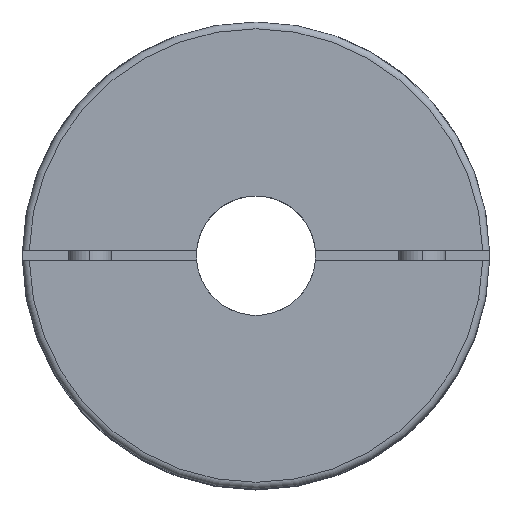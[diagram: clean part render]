
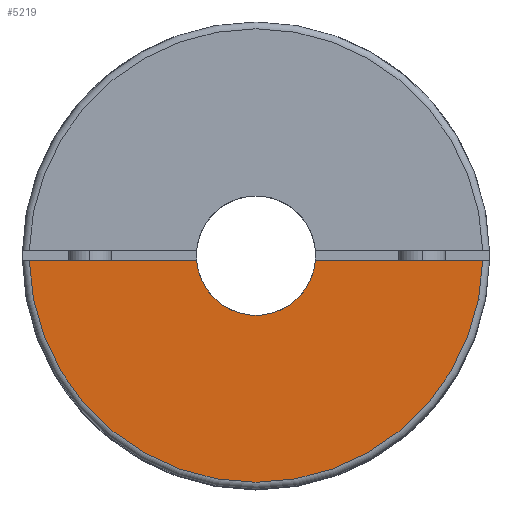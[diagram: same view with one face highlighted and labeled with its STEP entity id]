
A CAD part, top view. The second image highlights one B-rep face of the part: STEP entity #5219.
In plain terms, the highlighted planar face has unit normal (0, 0, 1).
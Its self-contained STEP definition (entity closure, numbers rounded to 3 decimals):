
#19 = AXIS2_PLACEMENT_3D ( 'NONE', #3639, #63, #5364 ) ;
#63 = DIRECTION ( 'NONE',  ( 0., 0., 1. ) ) ;
#560 = ORIENTED_EDGE ( 'NONE', *, *, #3146, .F. ) ;
#671 = CARTESIAN_POINT ( 'NONE',  ( 0., 0., 0. ) ) ;
#705 = EDGE_CURVE ( 'NONE', #1433, #1475, #5261, .T. ) ;
#713 = ORIENTED_EDGE ( 'NONE', *, *, #705, .F. ) ;
#736 = CARTESIAN_POINT ( 'NONE',  ( 0., 0., 0. ) ) ;
#751 = CARTESIAN_POINT ( 'NONE',  ( -6.974, -0.6, 0. ) ) ;
#1020 = FACE_OUTER_BOUND ( 'NONE', #5077, .T. ) ;
#1365 = DIRECTION ( 'NONE',  ( 1., 0., 0. ) ) ;
#1433 = VERTEX_POINT ( 'NONE', #2058 ) ;
#1475 = VERTEX_POINT ( 'NONE', #751 ) ;
#1786 = CARTESIAN_POINT ( 'NONE',  ( 6.974, -0.6, 0. ) ) ;
#1791 = EDGE_CURVE ( 'NONE', #2152, #1433, #3247, .T. ) ;
#2058 = CARTESIAN_POINT ( 'NONE',  ( -26.593, -0.6, 0. ) ) ;
#2152 = VERTEX_POINT ( 'NONE', #4563 ) ;
#2329 = AXIS2_PLACEMENT_3D ( 'NONE', #736, #4209, #4737 ) ;
#2597 = VECTOR ( 'NONE', #4744, 1000. ) ;
#2632 = ORIENTED_EDGE ( 'NONE', *, *, #5599, .T. ) ;
#2978 = ORIENTED_EDGE ( 'NONE', *, *, #1791, .F. ) ;
#3019 = CARTESIAN_POINT ( 'NONE',  ( -27.4, -0.6, 0. ) ) ;
#3146 = EDGE_CURVE ( 'NONE', #3157, #2152, #5600, .T. ) ;
#3157 = VERTEX_POINT ( 'NONE', #1786 ) ;
#3247 = CIRCLE ( 'NONE', #2329, 26.6 ) ;
#3503 = CARTESIAN_POINT ( 'NONE',  ( -27.4, -0.6, 0. ) ) ;
#3565 = AXIS2_PLACEMENT_3D ( 'NONE', #671, #4091, #5418 ) ;
#3639 = CARTESIAN_POINT ( 'NONE',  ( 0., 26.6, 0. ) ) ;
#3652 = CIRCLE ( 'NONE', #3565, 7. ) ;
#4091 = DIRECTION ( 'NONE',  ( 0., 0., -1. ) ) ;
#4209 = DIRECTION ( 'NONE',  ( 0., 0., -1. ) ) ;
#4563 = CARTESIAN_POINT ( 'NONE',  ( 26.593, -0.6, 0. ) ) ;
#4737 = DIRECTION ( 'NONE',  ( -1., 0., 0. ) ) ;
#4744 = DIRECTION ( 'NONE',  ( 1., 0., 0. ) ) ;
#4943 = PLANE ( 'NONE',  #19 ) ;
#4950 = VECTOR ( 'NONE', #1365, 1000. ) ;
#5077 = EDGE_LOOP ( 'NONE', ( #713, #2978, #560, #2632 ) ) ;
#5219 = ADVANCED_FACE ( 'NONE', ( #1020 ), #4943, .T. ) ;
#5261 = LINE ( 'NONE', #3503, #4950 ) ;
#5364 = DIRECTION ( 'NONE',  ( 1., 0., 0. ) ) ;
#5418 = DIRECTION ( 'NONE',  ( -1., 0., 0. ) ) ;
#5599 = EDGE_CURVE ( 'NONE', #3157, #1475, #3652, .T. ) ;
#5600 = LINE ( 'NONE', #3019, #2597 ) ;
